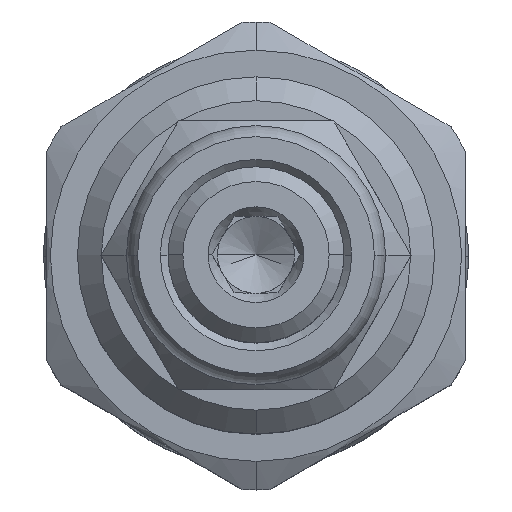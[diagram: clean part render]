
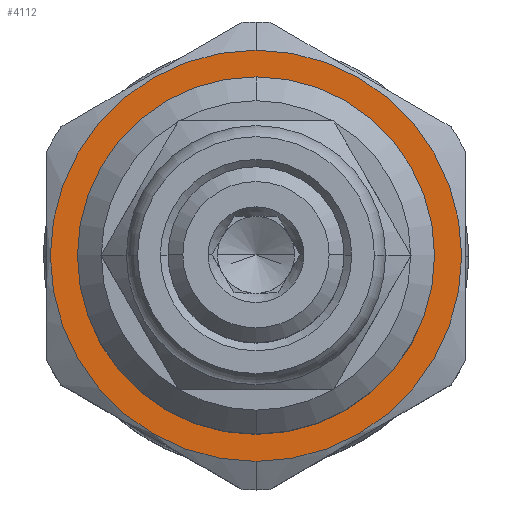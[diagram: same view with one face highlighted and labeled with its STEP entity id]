
A CAD part, top view. The second image highlights one B-rep face of the part: STEP entity #4112.
In plain terms, the highlighted planar face has unit normal (0, 0, 1).
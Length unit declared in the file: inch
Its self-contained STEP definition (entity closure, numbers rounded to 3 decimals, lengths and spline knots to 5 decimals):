
#374=CARTESIAN_POINT('',(0.,0.,2.562));
#375=DIRECTION('',(0.,0.,1.));
#376=DIRECTION('',(0.,-1.,0.));
#377=AXIS2_PLACEMENT_3D('',#374,#375,#376);
#379=CARTESIAN_POINT('',(0.,0.,2.562));
#380=DIRECTION('',(0.,0.,-1.));
#381=DIRECTION('',(0.,-1.,0.));
#382=AXIS2_PLACEMENT_3D('',#379,#380,#381);
#388=CARTESIAN_POINT('',(0.,0.,2.562));
#389=DIRECTION('',(0.,0.,-1.));
#390=DIRECTION('',(0.,-1.,0.));
#391=AXIS2_PLACEMENT_3D('',#388,#389,#390);
#585=CARTESIAN_POINT('',(0.,0.,2.562));
#586=DIRECTION('',(0.,0.,1.));
#587=DIRECTION('',(0.,-1.,0.));
#588=AXIS2_PLACEMENT_3D('',#585,#586,#587);
#3319=CARTESIAN_POINT('',(0.,-0.43,2.562));
#3321=VERTEX_POINT('',#3319);
#3327=CARTESIAN_POINT('',(0.,0.43,2.562));
#3329=VERTEX_POINT('',#3327);
#3335=CARTESIAN_POINT('',(0.,-0.3735,2.562));
#3336=CARTESIAN_POINT('',(0.,0.3735,2.562));
#3337=VERTEX_POINT('',#3335);
#3338=VERTEX_POINT('',#3336);
#4097=CARTESIAN_POINT('',(0.,0.,2.562));
#4098=DIRECTION('',(0.,0.,1.));
#4099=DIRECTION('',(0.,-1.,0.));
#4100=AXIS2_PLACEMENT_3D('',#4097,#4098,#4099);
#4101=PLANE('',#4100);
#4103=ORIENTED_EDGE('',*,*,#4102,.T.);
#4105=ORIENTED_EDGE('',*,*,#4104,.F.);
#4106=EDGE_LOOP('',(#4103,#4105));
#4107=FACE_OUTER_BOUND('',#4106,.F.);
#4108=ORIENTED_EDGE('',*,*,#4062,.T.);
#4109=ORIENTED_EDGE('',*,*,#4090,.F.);
#4110=EDGE_LOOP('',(#4108,#4109));
#4111=FACE_BOUND('',#4110,.F.);
#4112=ADVANCED_FACE('',(#4107,#4111),#4101,.T.);
#378=CIRCLE('',#377,0.3735);
#383=CIRCLE('',#382,0.3735);
#392=CIRCLE('',#391,0.43);
#589=CIRCLE('',#588,0.43);
#4062=EDGE_CURVE('',#3337,#3338,#378,.T.);
#4090=EDGE_CURVE('',#3337,#3338,#383,.T.);
#4102=EDGE_CURVE('',#3321,#3329,#392,.T.);
#4104=EDGE_CURVE('',#3321,#3329,#589,.T.);
